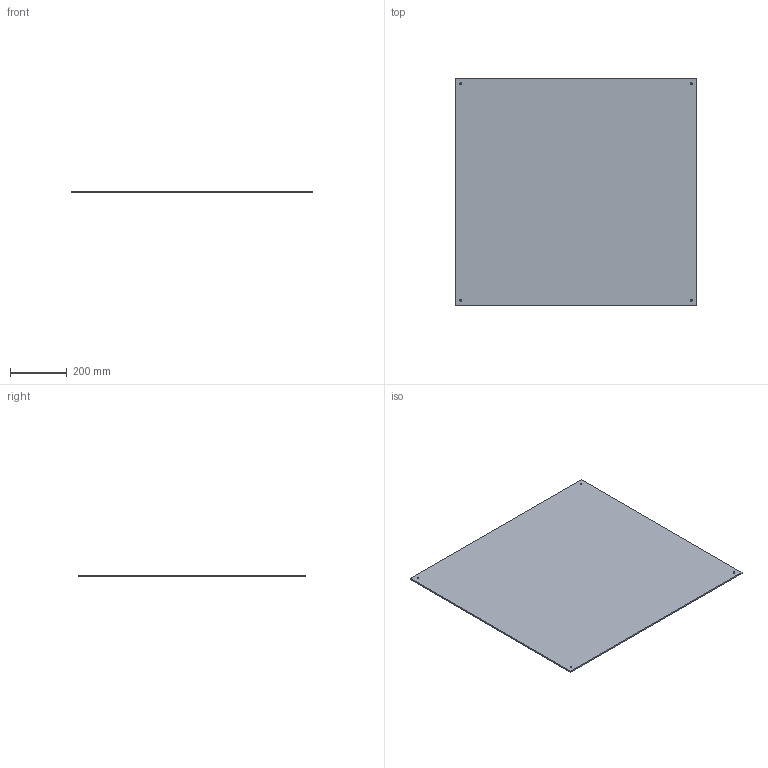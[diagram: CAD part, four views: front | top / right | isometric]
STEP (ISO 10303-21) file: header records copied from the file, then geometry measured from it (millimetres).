
FILE_DESCRIPTION(('HOOPS Exchange Step'),'2;1');
FILE_NAME('export-05B5457B-7D8F-4C4E-BDDC-BB80A4EA1699.stp','2022-04-11T23:01:12+03:00',('othaa'),('Alibre'),'HOOPS Exchange 2020.1','Alibre','Unknown authorisation');
FILE_SCHEMA( ('AP242_MANAGED_MODEL_BASED_3D_ENGINEERING_MIM_LF {1 0 10303 442 1 1 4 }') );
Length unit declared in the file: millimetre
Products named in the file (1): table
Bounding box: 850 x 800 x 5 mm (x, y, z)
Volume: 3399294.9 mm3; surface area: 1376638.9 mm2
Topology: 1 solids, 1 shells, 10 faces, 32 edges, 24 vertices
Faces by surface type: plane 6, cylinder 4
Full cylindrical faces by diameter (mm): 6.7 x4
Entity records: 422 total; most frequent: DIRECTION 72, CARTESIAN_POINT 68, ORIENTED_EDGE 64, EDGE_CURVE 32, AXIS2_PLACEMENT_3D 28, VERTEX_POINT 24, EDGE_LOOP 18, FACE_BOUND 18
